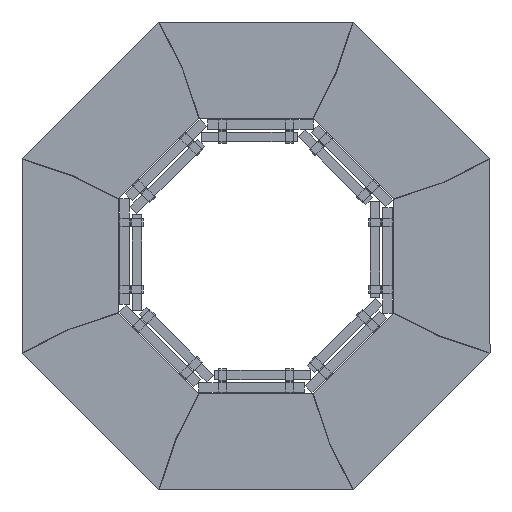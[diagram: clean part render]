
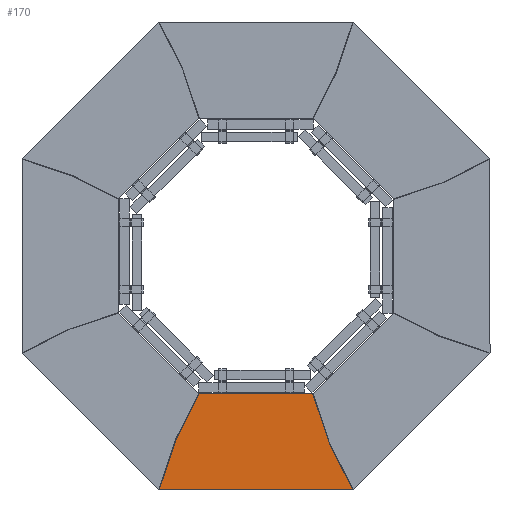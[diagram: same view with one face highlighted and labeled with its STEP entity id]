
A CAD part, front view. The second image highlights one B-rep face of the part: STEP entity #170.
In plain terms, the highlighted planar face has unit normal (0, -1, 0).
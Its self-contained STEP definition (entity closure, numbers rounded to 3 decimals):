
#15 = CARTESIAN_POINT ( 'NONE',  ( -292.893, 0., 0. ) ) ;
#110 = VERTEX_POINT ( 'NONE', #2516 ) ;
#131 = DIRECTION ( 'NONE',  ( 0.45, 0., -0.893 ) ) ;
#136 = AXIS2_PLACEMENT_3D ( 'NONE', #218, #2472, #202 ) ;
#167 = DIRECTION ( 'NONE',  ( -0.383, 0., -0.924 ) ) ;
#170 = ADVANCED_FACE ( 'NONE', ( #3698 ), #2822, .F. ) ;
#202 = DIRECTION ( 'NONE',  ( 0., 0., 1. ) ) ;
#204 = EDGE_LOOP ( 'NONE', ( #2045, #2762, #752, #4087, #1125, #1390, #3940, #4052 ) ) ;
#218 = CARTESIAN_POINT ( 'NONE',  ( 457.99, 0., -500. ) ) ;
#255 = VERTEX_POINT ( 'NONE', #768 ) ;
#315 = VERTEX_POINT ( 'NONE', #2100 ) ;
#323 = CARTESIAN_POINT ( 'NONE',  ( 500., 0., -500. ) ) ;
#347 = CARTESIAN_POINT ( 'NONE',  ( 292.893, 0., 0. ) ) ;
#375 = DIRECTION ( 'NONE',  ( 1., 0., 0. ) ) ;
#388 = CARTESIAN_POINT ( 'NONE',  ( 387.233, 0., -253.816 ) ) ;
#513 = EDGE_CURVE ( 'NONE', #255, #1275, #3415, .T. ) ;
#601 = EDGE_CURVE ( 'NONE', #3965, #315, #3356, .T. ) ;
#660 = DIRECTION ( 'NONE',  ( 0., 0., 1. ) ) ;
#752 = ORIENTED_EDGE ( 'NONE', *, *, #601, .F. ) ;
#768 = CARTESIAN_POINT ( 'NONE',  ( -292.893, 0., 0. ) ) ;
#1002 = LINE ( 'NONE', #2706, #1010 ) ;
#1010 = VECTOR ( 'NONE', #3026, 1000. ) ;
#1115 = CIRCLE ( 'NONE', #3223, 10. ) ;
#1125 = ORIENTED_EDGE ( 'NONE', *, *, #3262, .F. ) ;
#1133 = VECTOR ( 'NONE', #2260, 1000. ) ;
#1148 = LINE ( 'NONE', #1943, #1133 ) ;
#1275 = VERTEX_POINT ( 'NONE', #347 ) ;
#1330 = CARTESIAN_POINT ( 'NONE',  ( -500., 0., -500. ) ) ;
#1390 = ORIENTED_EDGE ( 'NONE', *, *, #3921, .T. ) ;
#1513 = LINE ( 'NONE', #2692, #1517 ) ;
#1517 = VECTOR ( 'NONE', #131, 1000. ) ;
#1650 = VECTOR ( 'NONE', #3618, 1000. ) ;
#1667 = CARTESIAN_POINT ( 'NONE',  ( 377.737, 0., -256.952 ) ) ;
#1684 = LINE ( 'NONE', #3658, #1650 ) ;
#1753 = VECTOR ( 'NONE', #167, 1000. ) ;
#1762 = LINE ( 'NONE', #2074, #1753 ) ;
#1943 = CARTESIAN_POINT ( 'NONE',  ( -292.893, 0., 0. ) ) ;
#2045 = ORIENTED_EDGE ( 'NONE', *, *, #3836, .F. ) ;
#2074 = CARTESIAN_POINT ( 'NONE',  ( -412.675, 0., -237.881 ) ) ;
#2100 = CARTESIAN_POINT ( 'NONE',  ( -416.492, 0., -247.094 ) ) ;
#2260 = DIRECTION ( 'NONE',  ( 0.45, 0., 0.893 ) ) ;
#2472 = DIRECTION ( 'NONE',  ( 0., 1., 0. ) ) ;
#2516 = CARTESIAN_POINT ( 'NONE',  ( -412.675, 0., -237.881 ) ) ;
#2665 = DIRECTION ( 'NONE',  ( 0., 1., 0. ) ) ;
#2692 = CARTESIAN_POINT ( 'NONE',  ( 377.969, 0., -257.654 ) ) ;
#2706 = CARTESIAN_POINT ( 'NONE',  ( 292.893, 0., 0. ) ) ;
#2762 = ORIENTED_EDGE ( 'NONE', *, *, #2919, .T. ) ;
#2822 = PLANE ( 'NONE',  #136 ) ;
#2919 = EDGE_CURVE ( 'NONE', #110, #315, #1762, .T. ) ;
#3026 = DIRECTION ( 'NONE',  ( 0.314, 0., -0.95 ) ) ;
#3043 = EDGE_CURVE ( 'NONE', #3796, #3965, #1684, .T. ) ;
#3153 = DIRECTION ( 'NONE',  ( 0.314, 0., 0.95 ) ) ;
#3223 = AXIS2_PLACEMENT_3D ( 'NONE', #388, #2665, #660 ) ;
#3262 = EDGE_CURVE ( 'NONE', #3497, #3796, #1513, .T. ) ;
#3350 = VECTOR ( 'NONE', #3153, 1000. ) ;
#3356 = LINE ( 'NONE', #3466, #3350 ) ;
#3415 = LINE ( 'NONE', #15, #3431 ) ;
#3431 = VECTOR ( 'NONE', #375, 1000. ) ;
#3466 = CARTESIAN_POINT ( 'NONE',  ( -414.924, 0., -242.346 ) ) ;
#3497 = VERTEX_POINT ( 'NONE', #3630 ) ;
#3618 = DIRECTION ( 'NONE',  ( -1., 0., 0. ) ) ;
#3630 = CARTESIAN_POINT ( 'NONE',  ( 378.301, 0., -258.314 ) ) ;
#3658 = CARTESIAN_POINT ( 'NONE',  ( 500., 0., -500. ) ) ;
#3698 = FACE_OUTER_BOUND ( 'NONE', #204, .T. ) ;
#3796 = VERTEX_POINT ( 'NONE', #323 ) ;
#3836 = EDGE_CURVE ( 'NONE', #110, #255, #1148, .T. ) ;
#3921 = EDGE_CURVE ( 'NONE', #3497, #3933, #1115, .T. ) ;
#3933 = VERTEX_POINT ( 'NONE', #1667 ) ;
#3940 = ORIENTED_EDGE ( 'NONE', *, *, #3997, .F. ) ;
#3965 = VERTEX_POINT ( 'NONE', #1330 ) ;
#3997 = EDGE_CURVE ( 'NONE', #1275, #3933, #1002, .T. ) ;
#4052 = ORIENTED_EDGE ( 'NONE', *, *, #513, .F. ) ;
#4087 = ORIENTED_EDGE ( 'NONE', *, *, #3043, .F. ) ;
